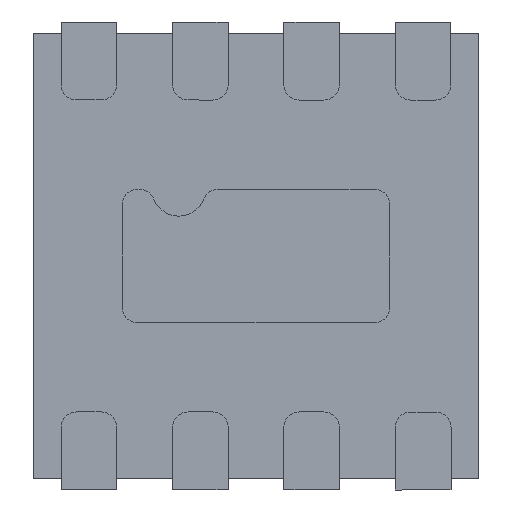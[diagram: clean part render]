
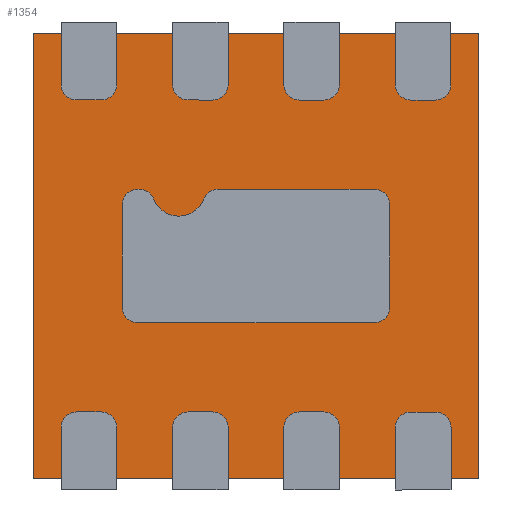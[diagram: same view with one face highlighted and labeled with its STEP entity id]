
A CAD part, front view. The second image highlights one B-rep face of the part: STEP entity #1354.
In plain terms, the highlighted planar face has unit normal (0, -1, 0).
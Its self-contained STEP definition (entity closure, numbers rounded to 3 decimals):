
#26 = VECTOR ( 'NONE', #1229, 1000. ) ;
#30 = ORIENTED_EDGE ( 'NONE', *, *, #385, .T. ) ;
#68 = CARTESIAN_POINT ( 'NONE',  ( -17.498, 0., 0. ) ) ;
#120 = CARTESIAN_POINT ( 'NONE',  ( -15.498, 0., 0. ) ) ;
#183 = CARTESIAN_POINT ( 'NONE',  ( -15.498, 0., 20.797 ) ) ;
#231 = CARTESIAN_POINT ( 'NONE',  ( -17.498, 0., 22.797 ) ) ;
#241 = CARTESIAN_POINT ( 'NONE',  ( 0., 0., 20.797 ) ) ;
#371 = LINE ( 'NONE', #241, #1513 ) ;
#385 = EDGE_CURVE ( 'NONE', #926, #1170, #1516, .T. ) ;
#432 = ORIENTED_EDGE ( 'NONE', *, *, #1573, .T. ) ;
#532 = DIRECTION ( 'NONE',  ( 0., -1., 0. ) ) ;
#664 = VERTEX_POINT ( 'NONE', #685 ) ;
#667 = CARTESIAN_POINT ( 'NONE',  ( 0., 0., 22.797 ) ) ;
#685 = CARTESIAN_POINT ( 'NONE',  ( -17.498, 0., 20.797 ) ) ;
#759 = VECTOR ( 'NONE', #918, 1000. ) ;
#791 = CARTESIAN_POINT ( 'NONE',  ( -15.498, 0., 22.797 ) ) ;
#837 = DIRECTION ( 'NONE',  ( 1., 0., 0. ) ) ;
#882 = FACE_OUTER_BOUND ( 'NONE', #1493, .T. ) ;
#891 = VECTOR ( 'NONE', #1010, 1000. ) ;
#918 = DIRECTION ( 'NONE',  ( 0., 0., -1. ) ) ;
#926 = VERTEX_POINT ( 'NONE', #791 ) ;
#979 = VERTEX_POINT ( 'NONE', #183 ) ;
#994 = CARTESIAN_POINT ( 'NONE',  ( 0., 0., 0. ) ) ;
#1010 = DIRECTION ( 'NONE',  ( -1., 0., 0. ) ) ;
#1011 = DIRECTION ( 'NONE',  ( 0., 0., -1. ) ) ;
#1091 = AXIS2_PLACEMENT_3D ( 'NONE', #994, #532, #1011 ) ;
#1118 = EDGE_CURVE ( 'NONE', #979, #926, #1469, .T. ) ;
#1170 = VERTEX_POINT ( 'NONE', #231 ) ;
#1182 = ORIENTED_EDGE ( 'NONE', *, *, #1118, .T. ) ;
#1229 = DIRECTION ( 'NONE',  ( 0., 0., 1. ) ) ;
#1311 = LINE ( 'NONE', #68, #759 ) ;
#1354 = ADVANCED_FACE ( 'NONE', ( #882 ), #1375, .T. ) ;
#1375 = PLANE ( 'NONE',  #1091 ) ;
#1469 = LINE ( 'NONE', #120, #26 ) ;
#1493 = EDGE_LOOP ( 'NONE', ( #1515, #432, #1182, #30 ) ) ;
#1513 = VECTOR ( 'NONE', #837, 1000. ) ;
#1515 = ORIENTED_EDGE ( 'NONE', *, *, #1598, .T. ) ;
#1516 = LINE ( 'NONE', #667, #891 ) ;
#1573 = EDGE_CURVE ( 'NONE', #664, #979, #371, .T. ) ;
#1598 = EDGE_CURVE ( 'NONE', #1170, #664, #1311, .T. ) ;
